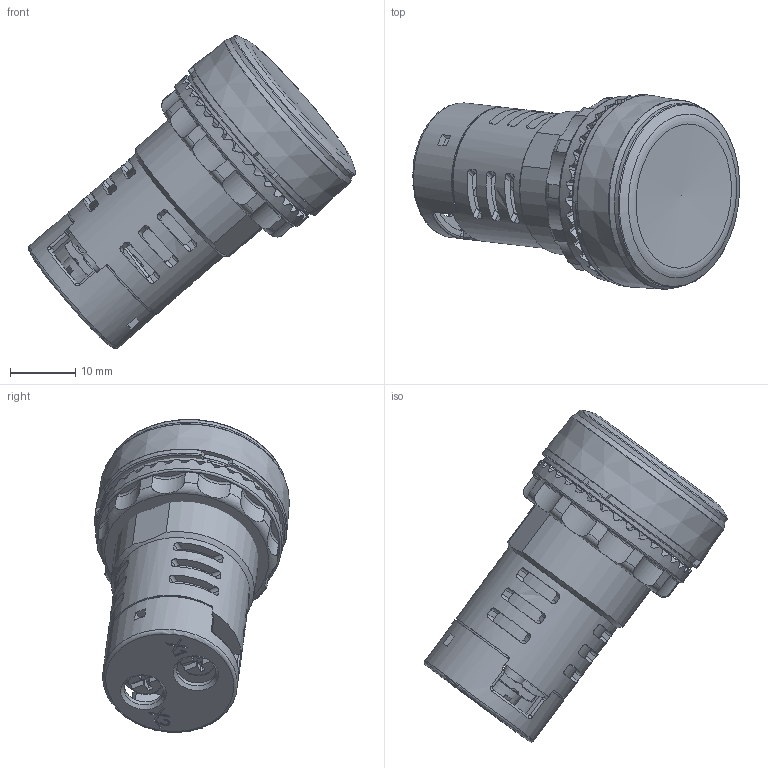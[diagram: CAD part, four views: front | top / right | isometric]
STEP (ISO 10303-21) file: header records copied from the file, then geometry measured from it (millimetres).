
FILE_DESCRIPTION(/* description */ (''),/* implementation_level */ '2;1');
FILE_NAME(/* name */ 'TS2011-3BF10_stp.stp',/* time_stamp */ '2022-08-18T10:20:01+08:00',/* author */ (''),/* organization */ (''),/* preprocessor_version */ 'ST-DEVELOPER v16',/* originating_system */ 'SIEMENS PLM Software NX 10.0',/* authorisation */ '');
FILE_SCHEMA (('AP203_CONFIGURATION_CONTROLLED_3D_DESIGN_OF_MECHANICAL_PARTS_AND_ASSEMBLIES_MIM_LF { 1 0 10303 403 2 1 2}'));
Length unit declared in the file: millimetre
Products named in the file (1): Admi1F68E5B6sbdk
Bounding box: 50 x 29.77 x 47.86 mm (x, y, z)
Volume: 7345.2 mm3; surface area: 11953.2 mm2
Topology: 9 solids, 9 shells, 928 faces, 2607 edges, 1708 vertices
Faces by surface type: plane 437, cylinder 234, bspline 140, torus 53, cone 37, extrusion 22, sphere 5
Full cylindrical faces by diameter (mm): 2.5 x1, 2.9 x2, 3 x2, 3.5 x2, 6 x2, 18.2 x1, 18.3 x1, 19.2 x1, 19.8 x1, 20.7 x3, 21 x1, 27.56 x1, 28 x1, 28.6 x1
Entity records: 35022 total; most frequent: CARTESIAN_POINT 12440, ORIENTED_EDGE 5046, DIRECTION 4150, EDGE_CURVE 2523, VERTEX_POINT 1675, AXIS2_PLACEMENT_3D 1514, VECTOR 1122, LINE 1100
